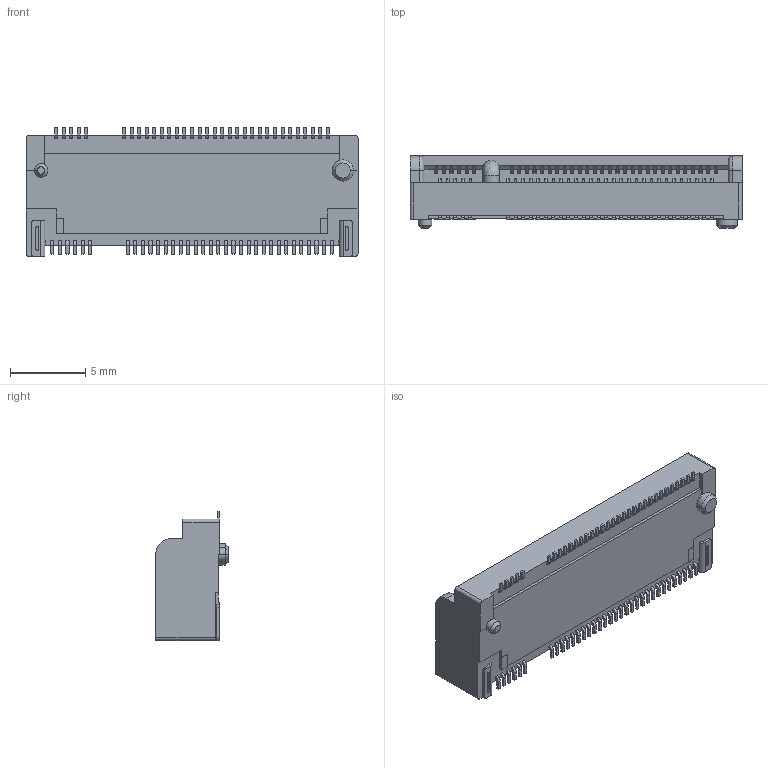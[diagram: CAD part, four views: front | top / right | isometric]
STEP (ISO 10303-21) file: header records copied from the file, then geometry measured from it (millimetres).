
FILE_DESCRIPTION((''),'2;1');
FILE_NAME('MDT42B_ASM','2014-11-13T',('yunx.liu'),(''),'PRO/ENGINEER BY PARAMETRIC TECHNOLOGY CORPORATION, 2012230','PRO/ENGINEER BY PARAMETRIC TECHNOLOGY CORPORATION, 2012230','');
FILE_SCHEMA(('CONFIG_CONTROL_DESIGN'));
Length unit declared in the file: millimetre
Products named in the file (1): MDT42B_ASM
Bounding box: 22 x 4.8 x 8.55 mm (x, y, z)
Volume: 543 mm3; surface area: 735.5 mm2
Topology: 1 solids, 1 shells, 1624 faces, 4605 edges, 3066 vertices
Faces by surface type: plane 1244, cylinder 373, cone 4, torus 2, bspline 1
Entity records: 52709 total; most frequent: CARTESIAN_POINT 9684, ORIENTED_EDGE 9210, DIRECTION 8472, EDGE_CURVE 4605, VECTOR 3696, LINE 3696, VERTEX_POINT 3066, AXIS2_PLACEMENT_3D 2388
